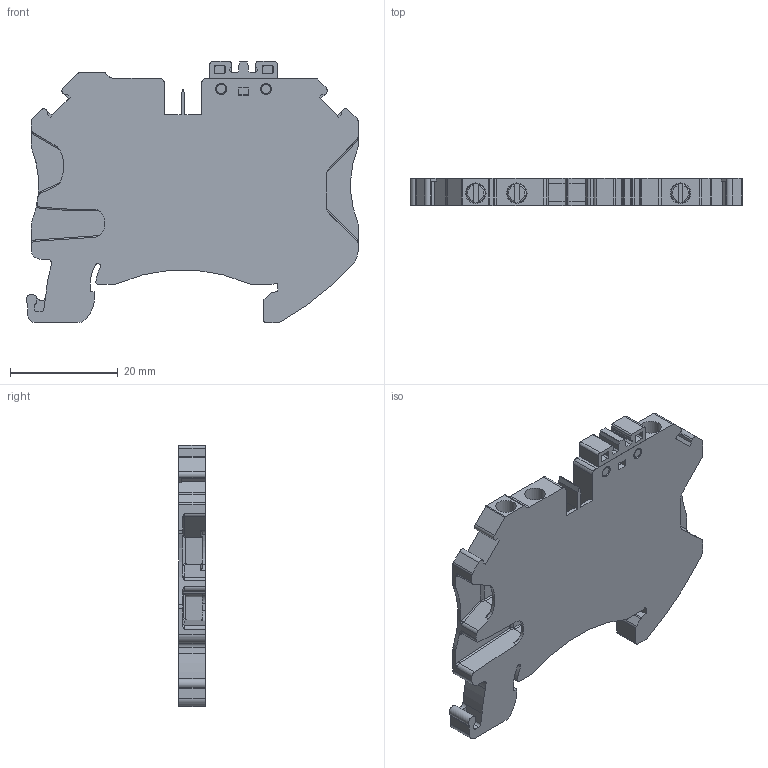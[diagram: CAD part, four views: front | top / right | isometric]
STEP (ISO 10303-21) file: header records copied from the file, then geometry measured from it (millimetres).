
FILE_DESCRIPTION(/* description */ ('Unknown'),/* implementation_level */ '2;1');
FILE_NAME(/* name */ 'TQKFT2_5-1X2_3D_SOLID',/* time_stamp */ '2021-04-28T12:09:31+06:00',/* author */ ('Unknown'),/* organization */ ('Unknown'),/* preprocessor_version */ 'ST-DEVELOPER v16.7',/* originating_system */ 'DEX',/* authorisation */ $);
FILE_SCHEMA (('TECHNICAL_DATA_PACKAGING','AUTOMOTIVE_DESIGN {1 0 10303 214 3 1 1}'));
Length unit declared in the file: millimetre
Products named in the file (1): TQKFT2.5-1X2_SOLID
Bounding box: 61.49 x 5 x 48.35 mm (x, y, z)
Volume: 9451 mm3; surface area: 7453.7 mm2
Topology: 1 solids, 1 shells, 345 faces, 958 edges, 627 vertices
Faces by surface type: plane 195, cylinder 114, torus 15, cone 14, sphere 4, bspline 3
Full cylindrical faces by diameter (mm): 2 x2, 2.1 x2, 3.5 x3, 3.8 x3
Entity records: 13342 total; most frequent: CARTESIAN_POINT 2040, DIRECTION 1855, ORIENTED_EDGE 1852, EDGE_CURVE 926, AXIS2_PLACEMENT_3D 623, VERTEX_POINT 616, LINE 609, VECTOR 609
